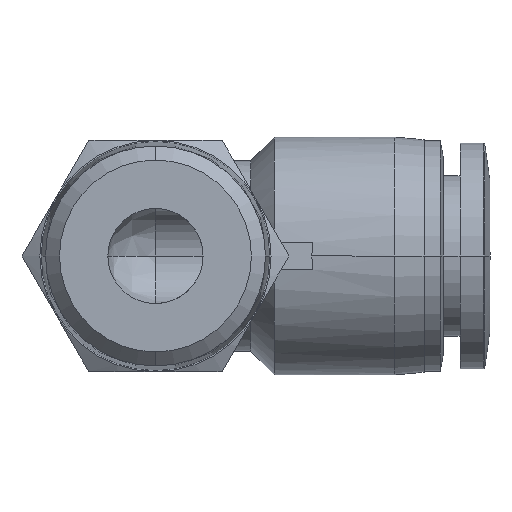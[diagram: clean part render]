
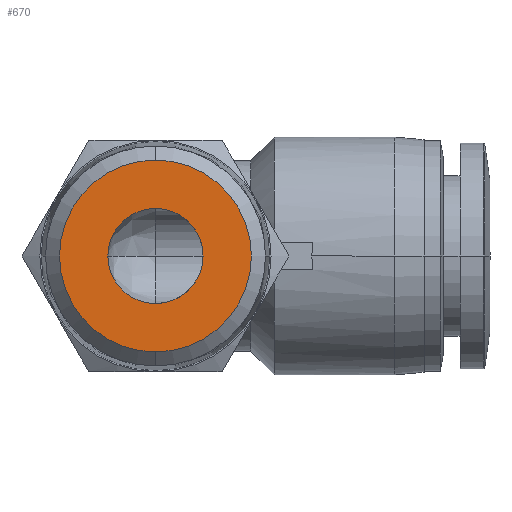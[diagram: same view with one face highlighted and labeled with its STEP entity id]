
A CAD part, front view. The second image highlights one B-rep face of the part: STEP entity #670.
In plain terms, the highlighted planar face has unit normal (0, -1, 0).
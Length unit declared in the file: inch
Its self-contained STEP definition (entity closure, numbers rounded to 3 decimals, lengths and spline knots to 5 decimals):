
#141 = DIRECTION ( 'NONE',  ( -1., 0., 0. ) ) ;
#245 = DIRECTION ( 'NONE',  ( 0., 0., 1. ) ) ;
#246 = VERTEX_POINT ( 'NONE', #1155 ) ;
#387 = AXIS2_PLACEMENT_3D ( 'NONE', #2736, #1140, #2990 ) ;
#393 = AXIS2_PLACEMENT_3D ( 'NONE', #3452, #1913, #245 ) ;
#559 = CARTESIAN_POINT ( 'NONE',  ( 0.1389, -1.38583, 0. ) ) ;
#633 = CIRCLE ( 'NONE', #393, 0.2778 ) ;
#670 = ADVANCED_FACE ( 'NONE', ( #2205, #2199 ), #2042, .T. ) ;
#749 = EDGE_CURVE ( 'NONE', #246, #1634, #1827, .T. ) ;
#884 = DIRECTION ( 'NONE',  ( 0., 0., -1. ) ) ;
#939 = DIRECTION ( 'NONE',  ( 0., -1., 0. ) ) ;
#951 = ORIENTED_EDGE ( 'NONE', *, *, #2326, .T. ) ;
#995 = VERTEX_POINT ( 'NONE', #2158 ) ;
#1140 = DIRECTION ( 'NONE',  ( 0., 1., 0. ) ) ;
#1155 = CARTESIAN_POINT ( 'NONE',  ( 0., -1.38583, -0.2778 ) ) ;
#1170 = AXIS2_PLACEMENT_3D ( 'NONE', #2256, #2214, #2200 ) ;
#1590 = ORIENTED_EDGE ( 'NONE', *, *, #2091, .T. ) ;
#1634 = VERTEX_POINT ( 'NONE', #1670 ) ;
#1670 = CARTESIAN_POINT ( 'NONE',  ( 0., -1.38583, 0.2778 ) ) ;
#1802 = DIRECTION ( 'NONE',  ( 0., 1., 0. ) ) ;
#1827 = CIRCLE ( 'NONE', #1170, 0.2778 ) ;
#1832 = EDGE_CURVE ( 'NONE', #995, #3353, #1849, .T. ) ;
#1849 = CIRCLE ( 'NONE', #387, 0.1378 ) ;
#1913 = DIRECTION ( 'NONE',  ( 0., -1., 0. ) ) ;
#1941 = ORIENTED_EDGE ( 'NONE', *, *, #1832, .T. ) ;
#2042 = PLANE ( 'NONE',  #2484 ) ;
#2091 = EDGE_CURVE ( 'NONE', #3353, #995, #2424, .T. ) ;
#2158 = CARTESIAN_POINT ( 'NONE',  ( 0.1378, -1.38583, 0. ) ) ;
#2199 = FACE_OUTER_BOUND ( 'NONE', #3430, .T. ) ;
#2200 = DIRECTION ( 'NONE',  ( 0., 0., 1. ) ) ;
#2205 = FACE_BOUND ( 'NONE', #3147, .T. ) ;
#2214 = DIRECTION ( 'NONE',  ( 0., -1., 0. ) ) ;
#2256 = CARTESIAN_POINT ( 'NONE',  ( 0., -1.38583, 0. ) ) ;
#2326 = EDGE_CURVE ( 'NONE', #1634, #246, #633, .T. ) ;
#2352 = ORIENTED_EDGE ( 'NONE', *, *, #749, .T. ) ;
#2424 = CIRCLE ( 'NONE', #2504, 0.1378 ) ;
#2484 = AXIS2_PLACEMENT_3D ( 'NONE', #559, #939, #884 ) ;
#2504 = AXIS2_PLACEMENT_3D ( 'NONE', #3359, #1802, #141 ) ;
#2736 = CARTESIAN_POINT ( 'NONE',  ( 0., -1.38583, 0. ) ) ;
#2878 = CARTESIAN_POINT ( 'NONE',  ( -0.1378, -1.38583, 0. ) ) ;
#2990 = DIRECTION ( 'NONE',  ( -1., 0., 0. ) ) ;
#3147 = EDGE_LOOP ( 'NONE', ( #1590, #1941 ) ) ;
#3353 = VERTEX_POINT ( 'NONE', #2878 ) ;
#3359 = CARTESIAN_POINT ( 'NONE',  ( 0., -1.38583, 0. ) ) ;
#3430 = EDGE_LOOP ( 'NONE', ( #951, #2352 ) ) ;
#3452 = CARTESIAN_POINT ( 'NONE',  ( 0., -1.38583, 0. ) ) ;
